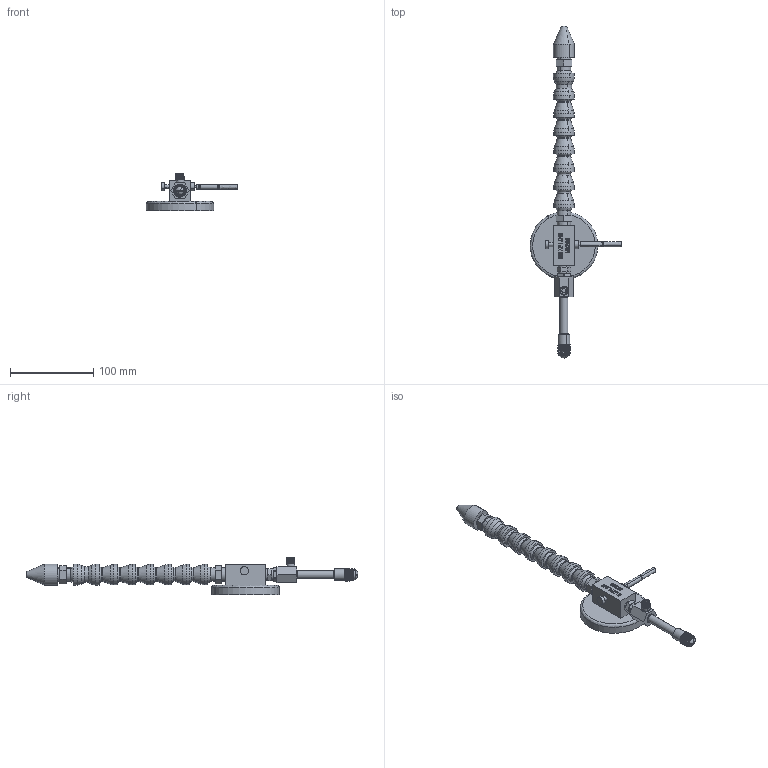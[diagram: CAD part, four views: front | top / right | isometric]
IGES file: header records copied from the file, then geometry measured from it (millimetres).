
Start section: START RECORD GO HERE.
Global section: file name: Mist Cooler Outline.igs; native system: DASSAULT SYSTEMES CATIA V5 R20 - www.3ds.com; preprocessor: CATIA Version 5 Release 20 ; author: DESIGNENG; organization: DESIGNENG; date: 20150514.115701; units: millimetre
Bounding box: 110.39 x 399.96 x 45.7 mm (x, y, z)
Volume: 137002.1 mm3; surface area: 75179 mm2
Topology: 13 solids, 13 shells, 719 faces, 1805 edges, 1156 vertices
Faces by surface type: revolution 287, plane 205, extrusion 151, bspline 76
